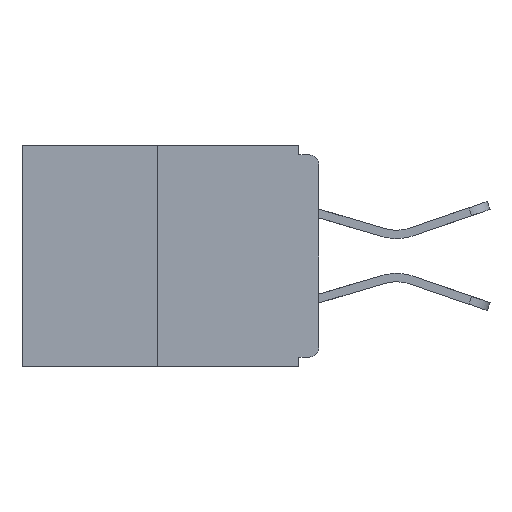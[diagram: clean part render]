
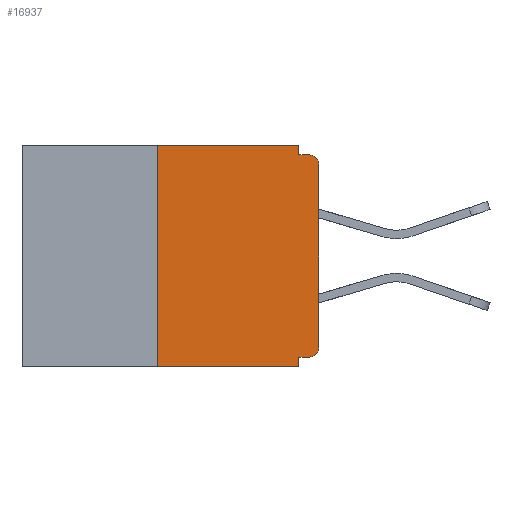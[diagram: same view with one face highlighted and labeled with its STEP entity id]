
A CAD part, left-side view. The second image highlights one B-rep face of the part: STEP entity #16937.
In plain terms, the highlighted planar face has unit normal (-1, 0, 0).
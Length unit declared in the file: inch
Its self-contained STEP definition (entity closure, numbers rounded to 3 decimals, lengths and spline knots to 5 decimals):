
#320 = VECTOR ( 'NONE', #10816, 39.37008 ) ;
#431 = ORIENTED_EDGE ( 'NONE', *, *, #1426, .T. ) ;
#563 = LINE ( 'NONE', #9270, #320 ) ;
#776 = CARTESIAN_POINT ( 'NONE',  ( 0., 0.015, -0.015 ) ) ;
#800 = DIRECTION ( 'NONE',  ( 1., 0., 0. ) ) ;
#950 = CARTESIAN_POINT ( 'NONE',  ( 0., 0.46, 0. ) ) ;
#1426 = EDGE_CURVE ( 'NONE', #20092, #19864, #5811, .T. ) ;
#1621 = EDGE_CURVE ( 'NONE', #15697, #14218, #9914, .T. ) ;
#2274 = VERTEX_POINT ( 'NONE', #3978 ) ;
#2381 = CARTESIAN_POINT ( 'NONE',  ( 0., 0.25, 0. ) ) ;
#3290 = VECTOR ( 'NONE', #8287, 39.37008 ) ;
#3534 = AXIS2_PLACEMENT_3D ( 'NONE', #13142, #800, #5917 ) ;
#3978 = CARTESIAN_POINT ( 'NONE',  ( 0., 0.25, -0.343 ) ) ;
#4147 = DIRECTION ( 'NONE',  ( 0., -1., 0. ) ) ;
#4683 = CARTESIAN_POINT ( 'NONE',  ( 0., 0.031, -0.015 ) ) ;
#5176 = CARTESIAN_POINT ( 'NONE',  ( 0., 0.031, 0. ) ) ;
#5202 = CARTESIAN_POINT ( 'NONE',  ( 0., 0.25, 0. ) ) ;
#5271 = LINE ( 'NONE', #19780, #18180 ) ;
#5331 = CARTESIAN_POINT ( 'NONE',  ( 0., 0., -0.328 ) ) ;
#5676 = CARTESIAN_POINT ( 'NONE',  ( 0., 0.015, -0.313 ) ) ;
#5705 = CARTESIAN_POINT ( 'NONE',  ( 0., 0., -0.03 ) ) ;
#5811 = CIRCLE ( 'NONE', #19696, 0.015 ) ;
#5845 = EDGE_CURVE ( 'NONE', #2274, #11260, #563, .T. ) ;
#5917 = DIRECTION ( 'NONE',  ( 0., 0., -1. ) ) ;
#6069 = EDGE_CURVE ( 'NONE', #15697, #15725, #8044, .T. ) ;
#6262 = VERTEX_POINT ( 'NONE', #4683 ) ;
#6283 = VECTOR ( 'NONE', #4147, 39.37008 ) ;
#6716 = CARTESIAN_POINT ( 'NONE',  ( 0., 0.031, -0.343 ) ) ;
#7024 = FACE_OUTER_BOUND ( 'NONE', #12828, .T. ) ;
#7238 = ORIENTED_EDGE ( 'NONE', *, *, #12862, .F. ) ;
#7287 = DIRECTION ( 'NONE',  ( 0., 0., -1. ) ) ;
#7335 = CARTESIAN_POINT ( 'NONE',  ( 0., 0.031, -0.343 ) ) ;
#7492 = VECTOR ( 'NONE', #14620, 39.37008 ) ;
#8044 = CIRCLE ( 'NONE', #12829, 0.015 ) ;
#8287 = DIRECTION ( 'NONE',  ( 0., 0., 1. ) ) ;
#8406 = ORIENTED_EDGE ( 'NONE', *, *, #15863, .F. ) ;
#8571 = ORIENTED_EDGE ( 'NONE', *, *, #6069, .T. ) ;
#8601 = VECTOR ( 'NONE', #8726, 39.37008 ) ;
#8726 = DIRECTION ( 'NONE',  ( 0., 0., 1. ) ) ;
#8772 = CARTESIAN_POINT ( 'NONE',  ( 0., 0.015, -0.328 ) ) ;
#8900 = EDGE_CURVE ( 'NONE', #6262, #19864, #5271, .T. ) ;
#9127 = ORIENTED_EDGE ( 'NONE', *, *, #10332, .T. ) ;
#9270 = CARTESIAN_POINT ( 'NONE',  ( 0., 0.46, -0.343 ) ) ;
#9295 = VERTEX_POINT ( 'NONE', #5176 ) ;
#9343 = ORIENTED_EDGE ( 'NONE', *, *, #1621, .F. ) ;
#9633 = LINE ( 'NONE', #14940, #8601 ) ;
#9914 = LINE ( 'NONE', #5331, #7492 ) ;
#10281 = CARTESIAN_POINT ( 'NONE',  ( 0., 0., -0.313 ) ) ;
#10332 = EDGE_CURVE ( 'NONE', #15725, #20092, #9633, .T. ) ;
#10816 = DIRECTION ( 'NONE',  ( 0., -1., 0. ) ) ;
#11260 = VERTEX_POINT ( 'NONE', #7335 ) ;
#11416 = EDGE_CURVE ( 'NONE', #14218, #11260, #17459, .T. ) ;
#11475 = ORIENTED_EDGE ( 'NONE', *, *, #5845, .T. ) ;
#12828 = EDGE_LOOP ( 'NONE', ( #19251, #7238, #11475, #16411, #9343, #8571, #9127, #431, #17380, #8406 ) ) ;
#12829 = AXIS2_PLACEMENT_3D ( 'NONE', #5676, #18348, #18205 ) ;
#12862 = EDGE_CURVE ( 'NONE', #2274, #14184, #15429, .T. ) ;
#12865 = LINE ( 'NONE', #950, #6283 ) ;
#13142 = CARTESIAN_POINT ( 'NONE',  ( 0., 0.46, 0. ) ) ;
#13533 = VECTOR ( 'NONE', #17902, 39.37008 ) ;
#14184 = VERTEX_POINT ( 'NONE', #2381 ) ;
#14218 = VERTEX_POINT ( 'NONE', #19225 ) ;
#14620 = DIRECTION ( 'NONE',  ( 0., 1., 0. ) ) ;
#14940 = CARTESIAN_POINT ( 'NONE',  ( 0., 0., 0. ) ) ;
#15429 = LINE ( 'NONE', #5202, #3290 ) ;
#15697 = VERTEX_POINT ( 'NONE', #8772 ) ;
#15725 = VERTEX_POINT ( 'NONE', #10281 ) ;
#15863 = EDGE_CURVE ( 'NONE', #9295, #6262, #19705, .T. ) ;
#16411 = ORIENTED_EDGE ( 'NONE', *, *, #11416, .F. ) ;
#16533 = DIRECTION ( 'NONE',  ( 0., -1., 0. ) ) ;
#16749 = DIRECTION ( 'NONE',  ( 0., 0., -1. ) ) ;
#16937 = ADVANCED_FACE ( 'NONE', ( #7024 ), #17790, .F. ) ;
#16974 = CARTESIAN_POINT ( 'NONE',  ( 0., 0.015, -0.03 ) ) ;
#17380 = ORIENTED_EDGE ( 'NONE', *, *, #8900, .F. ) ;
#17459 = LINE ( 'NONE', #6716, #13533 ) ;
#17697 = EDGE_CURVE ( 'NONE', #14184, #9295, #12865, .T. ) ;
#17790 = PLANE ( 'NONE',  #3534 ) ;
#17902 = DIRECTION ( 'NONE',  ( 0., 0., -1. ) ) ;
#18180 = VECTOR ( 'NONE', #16533, 39.37008 ) ;
#18205 = DIRECTION ( 'NONE',  ( 0., 0., -1. ) ) ;
#18240 = VECTOR ( 'NONE', #7287, 39.37008 ) ;
#18348 = DIRECTION ( 'NONE',  ( -1., 0., 0. ) ) ;
#19225 = CARTESIAN_POINT ( 'NONE',  ( 0., 0.031, -0.328 ) ) ;
#19251 = ORIENTED_EDGE ( 'NONE', *, *, #17697, .F. ) ;
#19696 = AXIS2_PLACEMENT_3D ( 'NONE', #16974, #20057, #16749 ) ;
#19705 = LINE ( 'NONE', #20061, #18240 ) ;
#19780 = CARTESIAN_POINT ( 'NONE',  ( 0., 0., -0.015 ) ) ;
#19864 = VERTEX_POINT ( 'NONE', #776 ) ;
#20057 = DIRECTION ( 'NONE',  ( -1., 0., 0. ) ) ;
#20061 = CARTESIAN_POINT ( 'NONE',  ( 0., 0.031, 0. ) ) ;
#20092 = VERTEX_POINT ( 'NONE', #5705 ) ;
